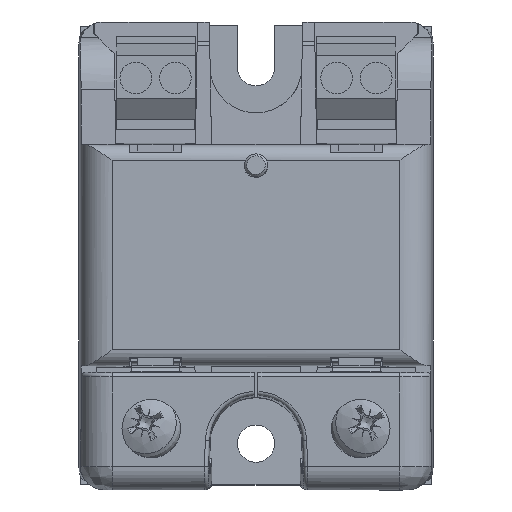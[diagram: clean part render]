
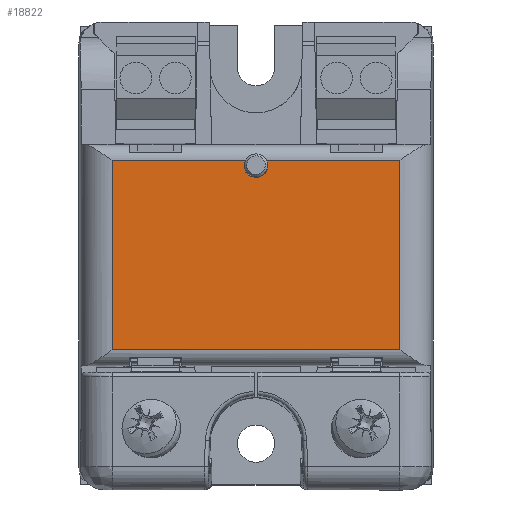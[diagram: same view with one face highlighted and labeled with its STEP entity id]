
A CAD part, top view. The second image highlights one B-rep face of the part: STEP entity #18822.
In plain terms, the highlighted planar face has unit normal (0, 0, 1).
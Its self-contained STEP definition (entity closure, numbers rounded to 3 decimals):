
#1547=CIRCLE('',#20358,1.5);
#1548=CIRCLE('',#20359,1.5);
#2052=PLANE('',#20457);
#3076=FACE_OUTER_BOUND('',#4055,.T.);
#4055=EDGE_LOOP('',(#16569,#16570,#16571,#16572,#16573,#16574,#16575));
#5712=LINE('',#31974,#7623);
#5713=LINE('',#32000,#7624);
#5737=LINE('',#32050,#7648);
#5738=LINE('',#32051,#7649);
#5739=LINE('',#32054,#7650);
#7623=VECTOR('',#24417,10.);
#7624=VECTOR('',#24422,10.);
#7648=VECTOR('',#24452,10.);
#7649=VECTOR('',#24453,10.);
#7650=VECTOR('',#24458,10.);
#9590=VERTEX_POINT('',#31539);
#9591=VERTEX_POINT('',#31541);
#9592=VERTEX_POINT('',#31543);
#9704=VERTEX_POINT('',#31962);
#9705=VERTEX_POINT('',#31973);
#9707=VERTEX_POINT('',#31988);
#9708=VERTEX_POINT('',#31999);
#11943=EDGE_CURVE('',#9591,#9590,#1547,.T.);
#11945=EDGE_CURVE('',#9590,#9592,#1548,.T.);
#12122=EDGE_CURVE('',#9705,#9704,#5712,.T.);
#12126=EDGE_CURVE('',#9708,#9707,#5713,.T.);
#12152=EDGE_CURVE('',#9708,#9592,#5737,.T.);
#12153=EDGE_CURVE('',#9591,#9704,#5738,.T.);
#12155=EDGE_CURVE('',#9705,#9707,#5739,.T.);
#16569=ORIENTED_EDGE('',*,*,#12126,.T.);
#16570=ORIENTED_EDGE('',*,*,#12155,.F.);
#16571=ORIENTED_EDGE('',*,*,#12122,.T.);
#16572=ORIENTED_EDGE('',*,*,#12153,.F.);
#16573=ORIENTED_EDGE('',*,*,#11943,.T.);
#16574=ORIENTED_EDGE('',*,*,#11945,.T.);
#16575=ORIENTED_EDGE('',*,*,#12152,.F.);
#18822=ADVANCED_FACE('',(#3076),#2052,.F.);
#20358=AXIS2_PLACEMENT_3D('',#31542,#24110,#24111);
#20359=AXIS2_PLACEMENT_3D('',#31562,#24112,#24113);
#20457=AXIS2_PLACEMENT_3D('',#32053,#24456,#24457);
#24110=DIRECTION('center_axis',(0.,0.,
-1.));
#24111=DIRECTION('ref_axis',(-1.,0.,0.));
#24112=DIRECTION('center_axis',(0.,0.,
-1.));
#24113=DIRECTION('ref_axis',(-1.,0.,0.));
#24417=DIRECTION('',(0.,1.,0.));
#24422=DIRECTION('',(0.,-1.,0.));
#24452=DIRECTION('',(1.,0.,0.));
#24453=DIRECTION('',(1.,0.,0.));
#24456=DIRECTION('center_axis',(0.,0.,
-1.));
#24457=DIRECTION('ref_axis',(1.,0.,0.));
#24458=DIRECTION('',(-1.,0.,0.));
#31539=CARTESIAN_POINT('',(1.5,11.3,29.));
#31541=CARTESIAN_POINT('',(1.34,11.974,29.));
#31542=CARTESIAN_POINT('Origin',(0.,11.3,29.));
#31543=CARTESIAN_POINT('',(-1.34,11.974,29.));
#31562=CARTESIAN_POINT('Origin',(0.,11.3,29.));
#31962=CARTESIAN_POINT('',(18.207,11.974,29.));
#31973=CARTESIAN_POINT('',(18.207,-11.99,29.));
#31974=CARTESIAN_POINT('',(18.207,0.15,29.));
#31988=CARTESIAN_POINT('',(-18.207,-11.99,29.));
#31999=CARTESIAN_POINT('',(-18.207,11.974,29.));
#32000=CARTESIAN_POINT('',(-18.207,0.15,29.));
#32050=CARTESIAN_POINT('',(0.,11.974,29.));
#32051=CARTESIAN_POINT('',(0.,11.974,29.));
#32053=CARTESIAN_POINT('Origin',(0.,13.94,
29.));
#32054=CARTESIAN_POINT('',(0.,-11.99,29.));
